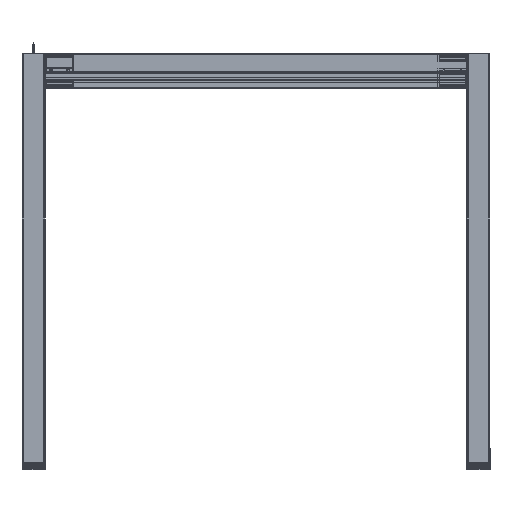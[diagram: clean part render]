
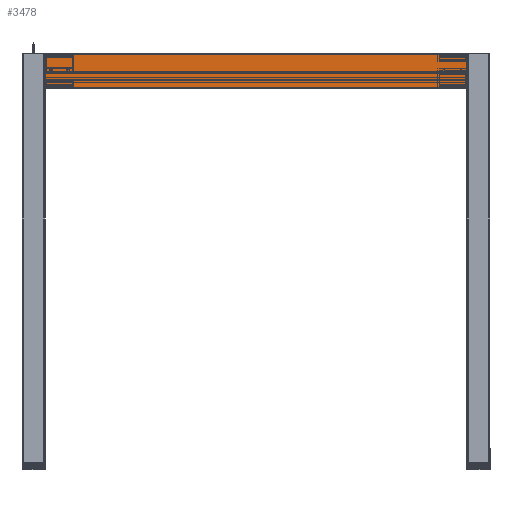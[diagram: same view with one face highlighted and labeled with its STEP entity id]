
A CAD part, front view. The second image highlights one B-rep face of the part: STEP entity #3478.
In plain terms, the highlighted planar face has unit normal (0, -1, 0).
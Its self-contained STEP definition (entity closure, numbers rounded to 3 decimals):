
#3478=ADVANCED_FACE('',(#11877),#11878,.T.);
#11877=FACE_OUTER_BOUND('',#25447,.T.);
#11878=PLANE('',#25448);
#25447=EDGE_LOOP('',(#56228,#56229,#56230,#56231));
#25448=AXIS2_PLACEMENT_3D('',#56232,#56233,#56234);
#56228=ORIENTED_EDGE('',*,*,#85769,.F.);
#56229=ORIENTED_EDGE('',*,*,#85770,.F.);
#56230=ORIENTED_EDGE('',*,*,#85771,.T.);
#56231=ORIENTED_EDGE('',*,*,#85710,.F.);
#56232=CARTESIAN_POINT('',(0.,-975.,718.192));
#56233=DIRECTION('',(0.,-1.0,0.));
#56234=DIRECTION('',(-1.0,0.,0.));
#85710=EDGE_CURVE('',#104252,#104254,#104255,.T.);
#85769=EDGE_CURVE('',#104340,#104252,#104342,.T.);
#85770=EDGE_CURVE('',#104343,#104340,#104344,.T.);
#85771=EDGE_CURVE('',#104343,#104254,#104345,.T.);
#104252=VERTEX_POINT('',#134342);
#104254=VERTEX_POINT('',#134344);
#104255=LINE('',#134345,#134346);
#104340=VERTEX_POINT('',#134459);
#104342=LINE('',#134461,#134462);
#104343=VERTEX_POINT('',#134463);
#104344=LINE('',#134464,#134465);
#104345=LINE('',#134466,#134467);
#134342=CARTESIAN_POINT('',(-365.,-975.,662.192));
#134344=CARTESIAN_POINT('',(-365.,-975.,718.192));
#134345=CARTESIAN_POINT('',(-365.,-975.,662.192));
#134346=VECTOR('',#168546,10.0);
#134459=CARTESIAN_POINT('',(365.,-975.,662.192));
#134461=CARTESIAN_POINT('',(0.,-975.,662.192));
#134462=VECTOR('',#168665,10.0);
#134463=CARTESIAN_POINT('',(365.,-975.0,718.192));
#134464=CARTESIAN_POINT('',(365.,-975.,662.192));
#134465=VECTOR('',#168666,10.0);
#134466=CARTESIAN_POINT('',(0.,-975.,718.192));
#134467=VECTOR('',#168667,10.0);
#168546=DIRECTION('',(0.,0.,1.0));
#168665=DIRECTION('',(-1.0,0.,0.));
#168666=DIRECTION('',(0.,0.,-1.0));
#168667=DIRECTION('',(-1.0,0.,0.));
